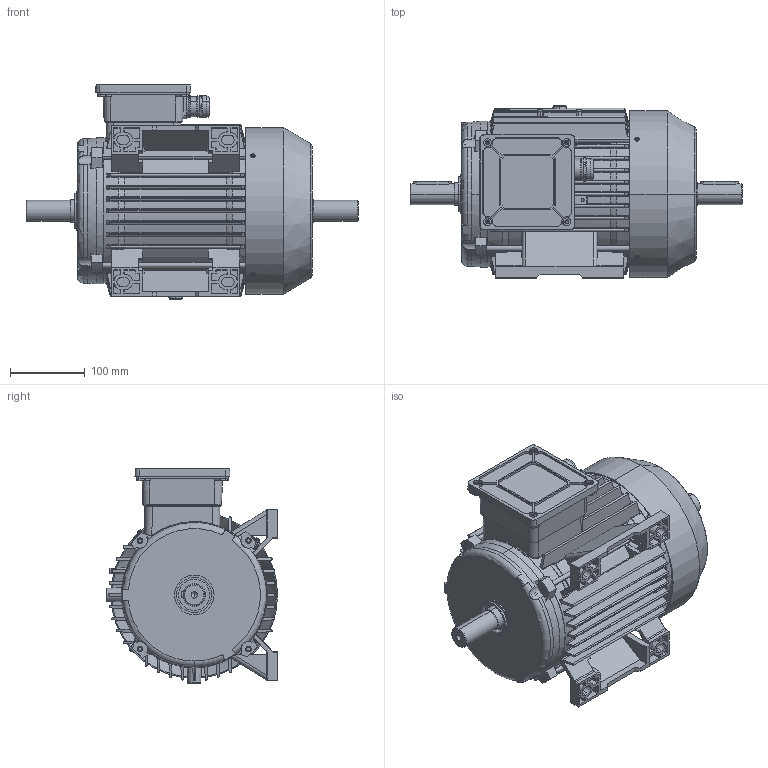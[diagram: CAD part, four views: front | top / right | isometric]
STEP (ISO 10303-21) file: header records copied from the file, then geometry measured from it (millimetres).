
FILE_DESCRIPTION (( 'STEP AP214' ), '1' );
FILE_NAME ('CA112M-B3-IC411-2-4-6-8 POLES-TB RIGHT-DOUBLE SHAFT.STEP', '2024-09-23T06:45:15', ( '' ), ( '' ), 'SwSTEP 2.0', 'SolidWorks 2024', '' );
FILE_SCHEMA (( 'AUTOMOTIVE_DESIGN' ));
Length unit declared in the file: millimetre
Products named in the file (16): Scudo C112 post_D. cuscinetto 62; GRUPPO COPRIMORSETTIERA 100L; PRESSACAVO M25; Scudo C112 ant_D. cuscinetto 62; parallel_din_Parallel key A8 x 7 x 50 DIN 6885; Coprimorsettiera tipo 100_Passante doppio; Coperchio scatola morsetti tipo 100; pan head cross recess screw_iso_ISO 7045 - M3 x 10 - Z --- 10C; Copriventola 112M h.84; Guarnizione scatola-motore tipo 100; Tappo M25; Guarnizione scatola-coperchio tipo 100; Tirante M7x224; Carcassa 112M-B3-Laterale_Forma B3; CA112M-B3-IC411-2-4-6-8 POLES-TB RIGHT-DOUBLE SHAFT; Albero 112M - Autoventilato
Assembly tree (24 placements, depth 3):
  CA112M-B3-IC411-2-4-6-8 POLES-TB RIGHT-DOUBLE SHAFT
    Albero 112M - Autoventilato  x2
    Scudo C112 ant_D. cuscinetto 62
    Scudo C112 post_D. cuscinetto 62
    parallel_din_Parallel key A8 x 7 x 50 DIN 6885  x2
    Tirante M7x224  x4
    pan head cross recess screw_iso_ISO 7045 - M3 x 10 - Z --- 10C  x4
    Copriventola 112M h.84
    Carcassa 112M-B3-Laterale_Forma B3
    GRUPPO COPRIMORSETTIERA 100L
      Coprimorsettiera tipo 100_Passante doppio
      Coperchio scatola morsetti tipo 100
      Guarnizione scatola-coperchio tipo 100
      PRESSACAVO M25
      Tappo M25  x2
      Guarnizione scatola-motore tipo 100
Bounding box: 444 x 230 x 286.5 mm (x, y, z)
Volume: 2634093.8 mm3; surface area: 1156281.8 mm2
Topology: 23 solids, 24 shells, 3840 faces, 10065 edges, 6338 vertices
Faces by surface type: plane 1483, cylinder 956, bspline 601, cone 465, torus 307, sphere 28
Entity records: 130656 total; most frequent: CARTESIAN_POINT 46138, ORIENTED_EDGE 18734, DIRECTION 16042, EDGE_CURVE 9367, VERTEX_POINT 5917, AXIS2_PLACEMENT_3D 5791, LINE 4460, VECTOR 4460
